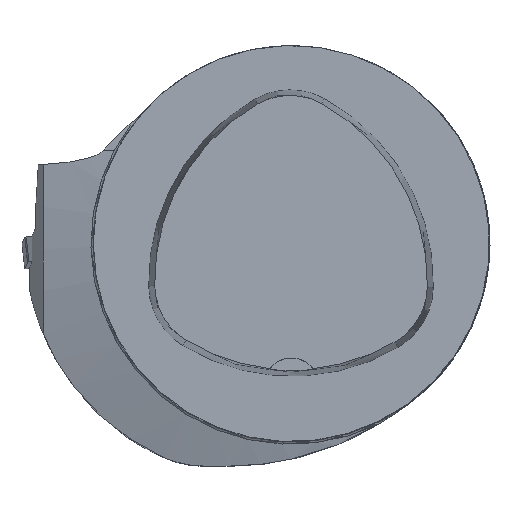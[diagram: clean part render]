
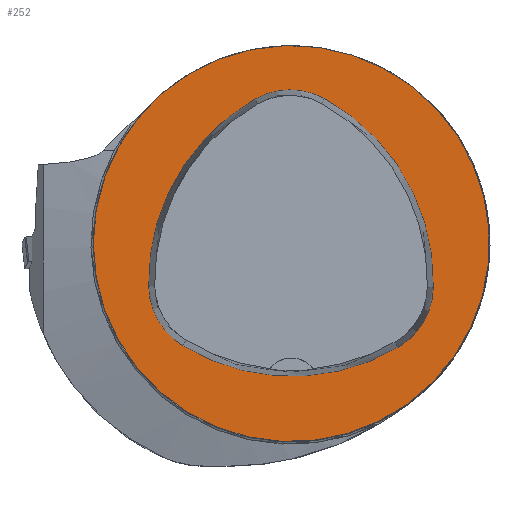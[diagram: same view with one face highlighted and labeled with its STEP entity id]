
A CAD part, top view. The second image highlights one B-rep face of the part: STEP entity #252.
In plain terms, the highlighted planar face has unit normal (0, 0, 1).
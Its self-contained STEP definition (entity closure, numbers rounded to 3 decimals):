
#141=PLANE('',#1306);
#252=ADVANCED_FACE('',(#455,#456),#141,.T.);
#455=FACE_BOUND('',#506,.T.);
#456=FACE_BOUND('',#507,.T.);
#506=EDGE_LOOP('',(#780,#781,#782,#783,#784,#785));
#507=EDGE_LOOP('',(#786));
#537=CIRCLE('',#1229,50.);
#545=CIRCLE('',#1284,53.);
#547=CIRCLE('',#1287,18.);
#549=CIRCLE('',#1290,53.);
#551=CIRCLE('',#1293,18.);
#555=CIRCLE('',#1298,53.);
#557=CIRCLE('',#1301,18.);
#780=ORIENTED_EDGE('',*,*,#1096,.T.);
#781=ORIENTED_EDGE('',*,*,#1076,.T.);
#782=ORIENTED_EDGE('',*,*,#1080,.T.);
#783=ORIENTED_EDGE('',*,*,#1083,.T.);
#784=ORIENTED_EDGE('',*,*,#1086,.T.);
#785=ORIENTED_EDGE('',*,*,#1094,.T.);
#786=ORIENTED_EDGE('',*,*,#991,.F.);
#887=VERTEX_POINT('',#1712);
#947=VERTEX_POINT('',#1990);
#948=VERTEX_POINT('',#1991);
#951=VERTEX_POINT('',#1999);
#953=VERTEX_POINT('',#2005);
#955=VERTEX_POINT('',#2011);
#962=VERTEX_POINT('',#2032);
#991=EDGE_CURVE('',#887,#887,#537,.T.);
#1076=EDGE_CURVE('',#947,#948,#545,.T.);
#1080=EDGE_CURVE('',#948,#951,#547,.T.);
#1083=EDGE_CURVE('',#951,#953,#549,.T.);
#1086=EDGE_CURVE('',#953,#955,#551,.T.);
#1094=EDGE_CURVE('',#955,#962,#555,.T.);
#1096=EDGE_CURVE('',#962,#947,#557,.T.);
#1229=AXIS2_PLACEMENT_3D('',#1711,#1373,#1374);
#1284=AXIS2_PLACEMENT_3D('',#1989,#1524,#1525);
#1287=AXIS2_PLACEMENT_3D('',#1998,#1532,#1533);
#1290=AXIS2_PLACEMENT_3D('',#2004,#1539,#1540);
#1293=AXIS2_PLACEMENT_3D('',#2010,#1546,#1547);
#1298=AXIS2_PLACEMENT_3D('',#2033,#1558,#1559);
#1301=AXIS2_PLACEMENT_3D('',#2036,#1564,#1565);
#1306=AXIS2_PLACEMENT_3D('',#2041,#1574,#1575);
#1373=DIRECTION('',(0.,0.,-1.));
#1374=DIRECTION('',(-1.,0.,0.));
#1524=DIRECTION('',(0.,0.,-1.));
#1525=DIRECTION('',(-1.,0.,0.));
#1532=DIRECTION('',(0.,0.,-1.));
#1533=DIRECTION('',(-1.,0.,0.));
#1539=DIRECTION('',(0.,0.,-1.));
#1540=DIRECTION('',(-1.,0.,0.));
#1546=DIRECTION('',(0.,0.,-1.));
#1547=DIRECTION('',(-1.,0.,0.));
#1558=DIRECTION('',(0.,0.,-1.));
#1559=DIRECTION('',(-1.,0.,0.));
#1564=DIRECTION('',(0.,0.,-1.));
#1565=DIRECTION('',(-1.,0.,0.));
#1574=DIRECTION('',(0.,0.,1.));
#1575=DIRECTION('',(1.,0.,0.));
#1711=CARTESIAN_POINT('',(0.,0.,0.));
#1712=CARTESIAN_POINT('',(-50.,0.,0.));
#1989=CARTESIAN_POINT('',(16.978,-9.621,0.));
#1990=CARTESIAN_POINT('',(-36.009,-10.801,0.));
#1991=CARTESIAN_POINT('',(-9.238,36.441,0.));
#1998=CARTESIAN_POINT('',(-0.334,20.797,0.));
#1999=CARTESIAN_POINT('',(8.312,36.585,0.));
#2004=CARTESIAN_POINT('',(-17.147,-9.9,0.));
#2005=CARTESIAN_POINT('',(35.839,-11.094,0.));
#2010=CARTESIAN_POINT('',(17.844,-10.688,0.));
#2011=CARTESIAN_POINT('',(26.94,-26.221,0.));
#2032=CARTESIAN_POINT('',(-27.358,-25.784,0.));
#2033=CARTESIAN_POINT('',(0.157,19.514,0.));
#2036=CARTESIAN_POINT('',(-18.013,-10.4,0.));
#2041=CARTESIAN_POINT('',(0.,0.,0.));
